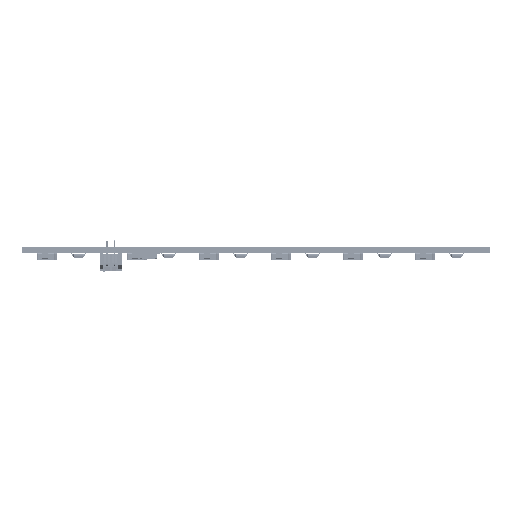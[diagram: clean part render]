
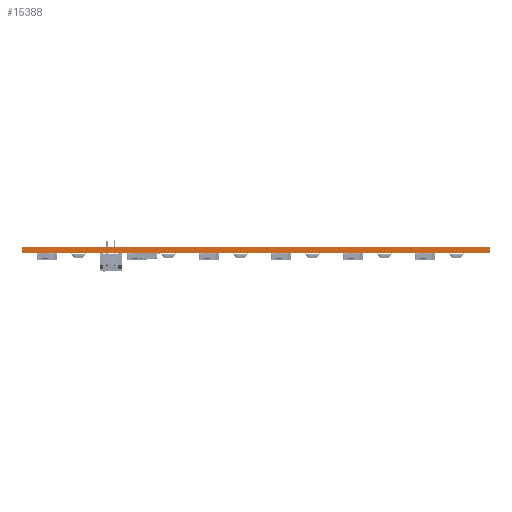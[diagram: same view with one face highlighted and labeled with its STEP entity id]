
A CAD part, left-side view. The second image highlights one B-rep face of the part: STEP entity #15388.
In plain terms, the highlighted planar face has unit normal (-1, 0, 0).
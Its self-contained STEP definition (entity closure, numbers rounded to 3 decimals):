
#15332 = VERTEX_POINT('',#15333);
#15333 = CARTESIAN_POINT('',(21.431,-150.019,1.51));
#15339 = EDGE_CURVE('',#15340,#15332,#15342,.T.);
#15340 = VERTEX_POINT('',#15341);
#15341 = CARTESIAN_POINT('',(21.431,-150.019,0.));
#15342 = LINE('',#15343,#15344);
#15343 = CARTESIAN_POINT('',(21.431,-150.019,0.));
#15344 = VECTOR('',#15345,1.);
#15345 = DIRECTION('',(0.,0.,1.));
#15388 = ADVANCED_FACE('',(#15389),#15414,.T.);
#15389 = FACE_BOUND('',#15390,.T.);
#15390 = EDGE_LOOP('',(#15391,#15392,#15400,#15408));
#15391 = ORIENTED_EDGE('',*,*,#15339,.T.);
#15392 = ORIENTED_EDGE('',*,*,#15393,.T.);
#15393 = EDGE_CURVE('',#15332,#15394,#15396,.T.);
#15394 = VERTEX_POINT('',#15395);
#15395 = CARTESIAN_POINT('',(21.431,-26.194,1.51));
#15396 = LINE('',#15397,#15398);
#15397 = CARTESIAN_POINT('',(21.431,-150.019,1.51));
#15398 = VECTOR('',#15399,1.);
#15399 = DIRECTION('',(0.,1.,0.));
#15400 = ORIENTED_EDGE('',*,*,#15401,.F.);
#15401 = EDGE_CURVE('',#15402,#15394,#15404,.T.);
#15402 = VERTEX_POINT('',#15403);
#15403 = CARTESIAN_POINT('',(21.431,-26.194,0.));
#15404 = LINE('',#15405,#15406);
#15405 = CARTESIAN_POINT('',(21.431,-26.194,0.));
#15406 = VECTOR('',#15407,1.);
#15407 = DIRECTION('',(0.,0.,1.));
#15408 = ORIENTED_EDGE('',*,*,#15409,.F.);
#15409 = EDGE_CURVE('',#15340,#15402,#15410,.T.);
#15410 = LINE('',#15411,#15412);
#15411 = CARTESIAN_POINT('',(21.431,-150.019,0.));
#15412 = VECTOR('',#15413,1.);
#15413 = DIRECTION('',(0.,1.,0.));
#15414 = PLANE('',#15415);
#15415 = AXIS2_PLACEMENT_3D('',#15416,#15417,#15418);
#15416 = CARTESIAN_POINT('',(21.431,-150.019,0.));
#15417 = DIRECTION('',(-1.,0.,0.));
#15418 = DIRECTION('',(0.,1.,0.));
